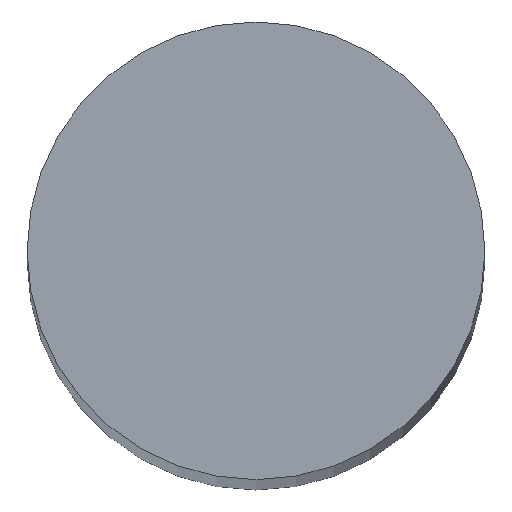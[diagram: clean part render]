
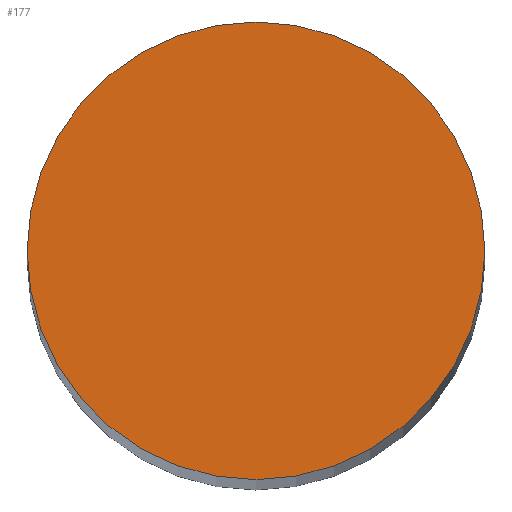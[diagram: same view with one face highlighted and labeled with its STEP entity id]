
A CAD part, top view. The second image highlights one B-rep face of the part: STEP entity #177.
In plain terms, the highlighted planar face has unit normal (0, 0, 1).
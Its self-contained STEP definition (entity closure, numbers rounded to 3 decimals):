
#154=FACE_OUTER_BOUND('',#287,.T.);
#177=ADVANCED_FACE('',(#154),#217,.T.);
#217=PLANE('',#670);
#287=EDGE_LOOP('',(#347));
#347=ORIENTED_EDGE('',*,*,#545,.T.);
#491=VERTEX_POINT('',#917);
#545=EDGE_CURVE('',#491,#491,#617,.T.);
#617=CIRCLE('',#669,16.);
#669=AXIS2_PLACEMENT_3D('',#916,#740,#741);
#670=AXIS2_PLACEMENT_3D('',#918,#742,#743);
#740=DIRECTION('',(0.,0.,1.));
#741=DIRECTION('',(1.,0.,0.));
#742=DIRECTION('',(0.,0.,1.));
#743=DIRECTION('',(1.,0.,0.));
#916=CARTESIAN_POINT('',(0.,0.,0.));
#917=CARTESIAN_POINT('',(16.,0.,0.));
#918=CARTESIAN_POINT('',(0.,0.,0.));
